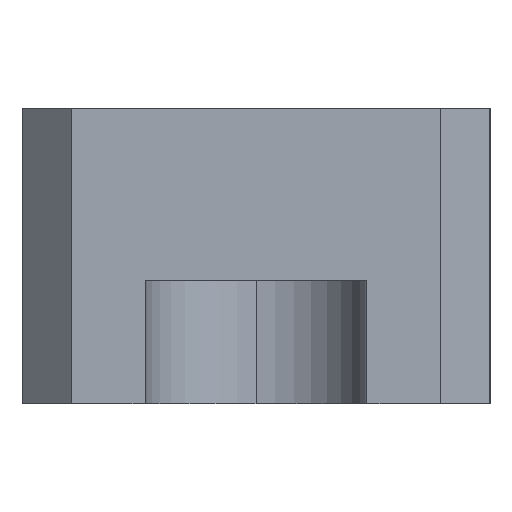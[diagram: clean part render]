
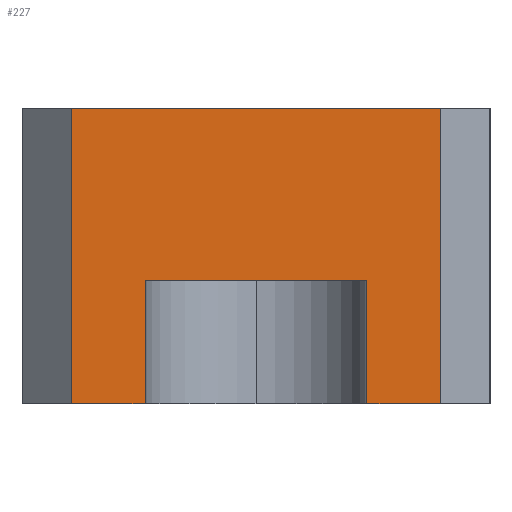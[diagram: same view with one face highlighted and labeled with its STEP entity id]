
A CAD part, left-side view. The second image highlights one B-rep face of the part: STEP entity #227.
In plain terms, the highlighted planar face has unit normal (-1, 0, 0).
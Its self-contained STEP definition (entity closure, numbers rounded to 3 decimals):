
#2 = LINE ( 'NONE', #239, #14 ) ;
#13 = CARTESIAN_POINT ( 'NONE',  ( -46., 4.5, 5. ) ) ;
#14 = VECTOR ( 'NONE', #639, 1000. ) ;
#21 = VERTEX_POINT ( 'NONE', #687 ) ;
#34 = FACE_OUTER_BOUND ( 'NONE', #404, .T. ) ;
#38 = VERTEX_POINT ( 'NONE', #108 ) ;
#50 = CARTESIAN_POINT ( 'NONE',  ( -46., 7.5, 12. ) ) ;
#55 = LINE ( 'NONE', #50, #234 ) ;
#62 = VECTOR ( 'NONE', #532, 1000. ) ;
#66 = ORIENTED_EDGE ( 'NONE', *, *, #544, .F. ) ;
#68 = LINE ( 'NONE', #314, #62 ) ;
#81 = EDGE_CURVE ( 'NONE', #601, #21, #55, .T. ) ;
#85 = ORIENTED_EDGE ( 'NONE', *, *, #216, .T. ) ;
#95 = ORIENTED_EDGE ( 'NONE', *, *, #482, .F. ) ;
#108 = CARTESIAN_POINT ( 'NONE',  ( -46., -4.5, 5. ) ) ;
#114 = VECTOR ( 'NONE', #356, 1000. ) ;
#171 = CARTESIAN_POINT ( 'NONE',  ( -46., 7.5, 0. ) ) ;
#190 = ORIENTED_EDGE ( 'NONE', *, *, #366, .F. ) ;
#216 = EDGE_CURVE ( 'NONE', #573, #579, #218, .T. ) ;
#217 = ORIENTED_EDGE ( 'NONE', *, *, #328, .T. ) ;
#218 = LINE ( 'NONE', #283, #396 ) ;
#227 = ADVANCED_FACE ( 'NONE', ( #34 ), #229, .F. ) ;
#229 = PLANE ( 'NONE',  #292 ) ;
#234 = VECTOR ( 'NONE', #453, 1000. ) ;
#239 = CARTESIAN_POINT ( 'NONE',  ( -46., 7.5, 12. ) ) ;
#265 = CARTESIAN_POINT ( 'NONE',  ( -46., 7.5, 0. ) ) ;
#269 = DIRECTION ( 'NONE',  ( 0., 0., -1. ) ) ;
#283 = CARTESIAN_POINT ( 'NONE',  ( -46., 7.5, 0. ) ) ;
#292 = AXIS2_PLACEMENT_3D ( 'NONE', #454, #627, #452 ) ;
#309 = LINE ( 'NONE', #589, #114 ) ;
#314 = CARTESIAN_POINT ( 'NONE',  ( -46., -7.5, 12. ) ) ;
#326 = CARTESIAN_POINT ( 'NONE',  ( -46., 7.5, 12. ) ) ;
#328 = EDGE_CURVE ( 'NONE', #551, #548, #690, .T. ) ;
#356 = DIRECTION ( 'NONE',  ( 0., 0., 1. ) ) ;
#365 = CARTESIAN_POINT ( 'NONE',  ( -46., -4.5, 0. ) ) ;
#366 = EDGE_CURVE ( 'NONE', #38, #431, #696, .T. ) ;
#367 = EDGE_CURVE ( 'NONE', #573, #38, #309, .T. ) ;
#396 = VECTOR ( 'NONE', #558, 1000. ) ;
#404 = EDGE_LOOP ( 'NONE', ( #559, #85, #95, #689, #499, #217, #66, #190 ) ) ;
#410 = CARTESIAN_POINT ( 'NONE',  ( -46., 7.5, 5. ) ) ;
#419 = EDGE_CURVE ( 'NONE', #601, #551, #2, .T. ) ;
#431 = VERTEX_POINT ( 'NONE', #13 ) ;
#435 = VECTOR ( 'NONE', #269, 1000. ) ;
#443 = CARTESIAN_POINT ( 'NONE',  ( -46., 4.5, 12. ) ) ;
#452 = DIRECTION ( 'NONE',  ( 0., 0., 1. ) ) ;
#453 = DIRECTION ( 'NONE',  ( 0., -1., 0. ) ) ;
#454 = CARTESIAN_POINT ( 'NONE',  ( -46., 7.5, 12. ) ) ;
#482 = EDGE_CURVE ( 'NONE', #21, #579, #68, .T. ) ;
#488 = LINE ( 'NONE', #443, #435 ) ;
#499 = ORIENTED_EDGE ( 'NONE', *, *, #419, .T. ) ;
#532 = DIRECTION ( 'NONE',  ( 0., 0., -1. ) ) ;
#544 = EDGE_CURVE ( 'NONE', #431, #548, #488, .T. ) ;
#548 = VERTEX_POINT ( 'NONE', #661 ) ;
#551 = VERTEX_POINT ( 'NONE', #265 ) ;
#558 = DIRECTION ( 'NONE',  ( 0., -1., 0. ) ) ;
#559 = ORIENTED_EDGE ( 'NONE', *, *, #367, .F. ) ;
#560 = VECTOR ( 'NONE', #574, 1000. ) ;
#573 = VERTEX_POINT ( 'NONE', #365 ) ;
#574 = DIRECTION ( 'NONE',  ( 0., -1., 0. ) ) ;
#579 = VERTEX_POINT ( 'NONE', #722 ) ;
#589 = CARTESIAN_POINT ( 'NONE',  ( -46., -4.5, 12. ) ) ;
#601 = VERTEX_POINT ( 'NONE', #326 ) ;
#627 = DIRECTION ( 'NONE',  ( 1., 0., 0. ) ) ;
#633 = DIRECTION ( 'NONE',  ( 0., 1., 0. ) ) ;
#639 = DIRECTION ( 'NONE',  ( 0., 0., -1. ) ) ;
#661 = CARTESIAN_POINT ( 'NONE',  ( -46., 4.5, 0. ) ) ;
#684 = VECTOR ( 'NONE', #633, 1000. ) ;
#687 = CARTESIAN_POINT ( 'NONE',  ( -46., -7.5, 12. ) ) ;
#689 = ORIENTED_EDGE ( 'NONE', *, *, #81, .F. ) ;
#690 = LINE ( 'NONE', #171, #560 ) ;
#696 = LINE ( 'NONE', #410, #684 ) ;
#722 = CARTESIAN_POINT ( 'NONE',  ( -46., -7.5, 0. ) ) ;
